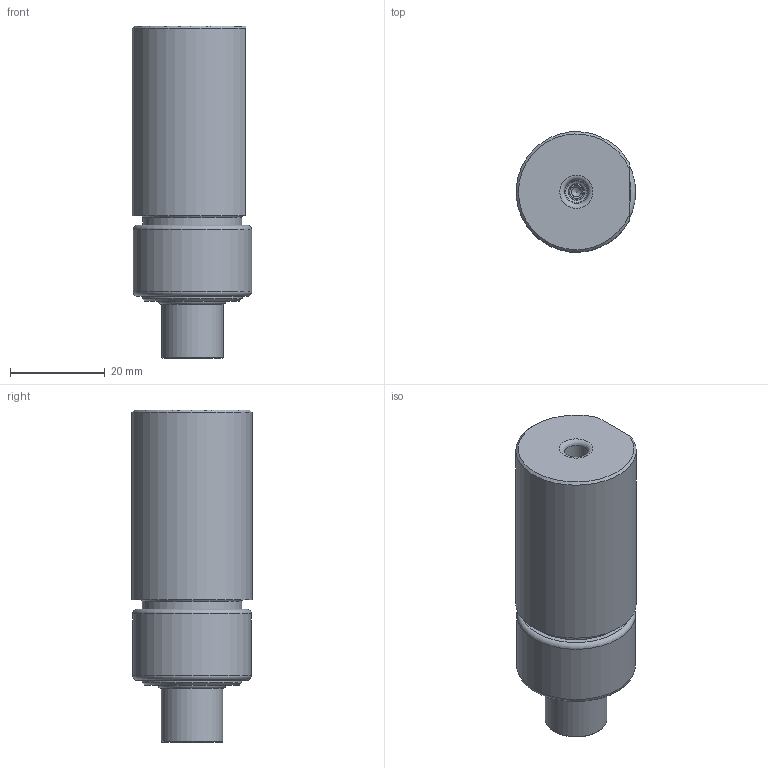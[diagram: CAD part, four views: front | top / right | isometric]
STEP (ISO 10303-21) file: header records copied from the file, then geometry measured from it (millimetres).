
FILE_DESCRIPTION(/* description */ (''),/* implementation_level */ '2;1');
FILE_NAME(/* name */ '462591108.stp',/* time_stamp */ '2021-01-08T12:42:49',/* author */ ('LRA'),/* organization */ ('REGO-FIX'),/* preprocessor_version */ ' Unknown',/* originating_system */ 'SIEMENS PLM Software Solid Edge ST10',/* authorization */ 'Unknown');
FILE_SCHEMA (('AUTOMOTIVE_DESIGN { 1 0 10303 214 2 1 1}'));
Length unit declared in the file: millimetre
Products named in the file (1): NOCUT
Bounding box: 25.15 x 25.36 x 70 mm (x, y, z)
Volume: 26735.4 mm3; surface area: 9490 mm2
Topology: 1 solids, 1 shells, 86 faces, 179 edges, 112 vertices
Faces by surface type: cylinder 29, cone 23, plane 20, torus 14
Full cylindrical faces by diameter (mm): 2 x1, 2.49 x2, 2.5 x4, 3.459 x1, 3.5 x1, 4.4 x1, 4.5 x1, 4.6 x1, 5 x1, 7.5 x1, 12.7 x1, 13 x3, 14 x1, 14.5 x1, 20 x1, 20.9 x2, 20.917 x2, 21 x1, 21.4 x1, 25 x1
Entity records: 2434 total; most frequent: DIRECTION 356, CARTESIAN_POINT 281, ORIENTED_EDGE 184, AXIS2_PLACEMENT_3D 176, FACE_BOUND 175, EDGE_LOOP 171, VERTEX_POINT 93, EDGE_CURVE 92
